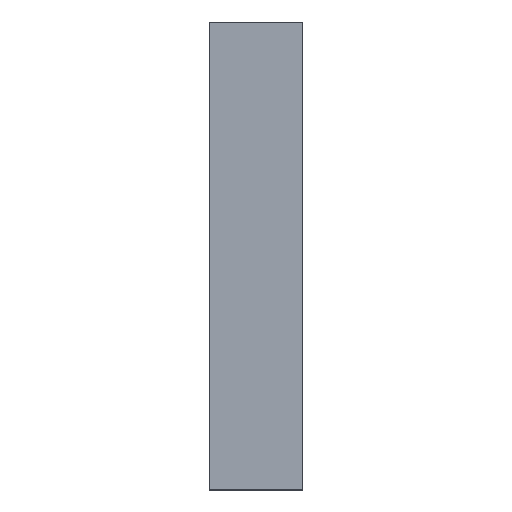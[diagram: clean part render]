
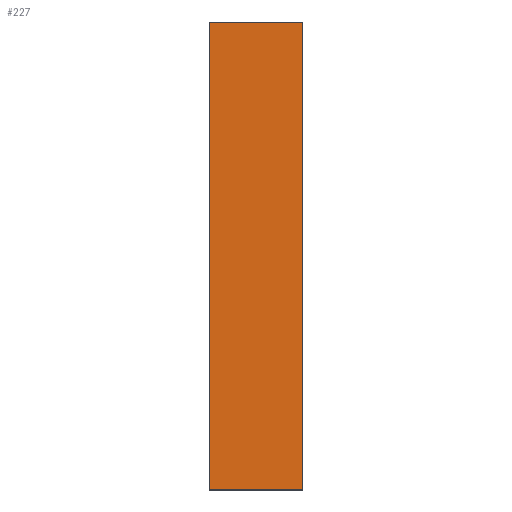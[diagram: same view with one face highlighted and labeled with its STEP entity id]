
A CAD part, top view. The second image highlights one B-rep face of the part: STEP entity #227.
In plain terms, the highlighted planar face has unit normal (0, 0, 1).
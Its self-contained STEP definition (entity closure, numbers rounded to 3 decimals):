
#4 = VERTEX_POINT ( 'NONE', #125 ) ;
#5 = LINE ( 'NONE', #54, #161 ) ;
#11 = CARTESIAN_POINT ( 'NONE',  ( 25.4, 127., 0.1 ) ) ;
#17 = VERTEX_POINT ( 'NONE', #73 ) ;
#26 = EDGE_CURVE ( 'NONE', #220, #4, #39, .T. ) ;
#28 = VECTOR ( 'NONE', #90, 1000. ) ;
#35 = ORIENTED_EDGE ( 'NONE', *, *, #93, .T. ) ;
#39 = LINE ( 'NONE', #144, #28 ) ;
#42 = ORIENTED_EDGE ( 'NONE', *, *, #26, .T. ) ;
#44 = DIRECTION ( 'NONE',  ( 1., 0., 0. ) ) ;
#47 = LINE ( 'NONE', #11, #193 ) ;
#54 = CARTESIAN_POINT ( 'NONE',  ( -25.4, 127., 0.1 ) ) ;
#58 = ORIENTED_EDGE ( 'NONE', *, *, #80, .T. ) ;
#59 = VECTOR ( 'NONE', #183, 1000. ) ;
#61 = CARTESIAN_POINT ( 'NONE',  ( -25.4, -127., 0.1 ) ) ;
#73 = CARTESIAN_POINT ( 'NONE',  ( 25.4, 127., 0.1 ) ) ;
#77 = DIRECTION ( 'NONE',  ( 0., -1., 0. ) ) ;
#80 = EDGE_CURVE ( 'NONE', #17, #180, #107, .T. ) ;
#90 = DIRECTION ( 'NONE',  ( 1., 0., 0. ) ) ;
#93 = EDGE_CURVE ( 'NONE', #180, #220, #5, .T. ) ;
#107 = LINE ( 'NONE', #112, #59 ) ;
#109 = ORIENTED_EDGE ( 'NONE', *, *, #113, .T. ) ;
#112 = CARTESIAN_POINT ( 'NONE',  ( -25.4, 127., 0.1 ) ) ;
#113 = EDGE_CURVE ( 'NONE', #4, #17, #47, .T. ) ;
#125 = CARTESIAN_POINT ( 'NONE',  ( 25.4, -127., 0.1 ) ) ;
#132 = PLANE ( 'NONE',  #212 ) ;
#144 = CARTESIAN_POINT ( 'NONE',  ( -25.4, -127., 0.1 ) ) ;
#152 = CARTESIAN_POINT ( 'NONE',  ( 0., 0., 0.1 ) ) ;
#161 = VECTOR ( 'NONE', #77, 1000. ) ;
#164 = EDGE_LOOP ( 'NONE', ( #109, #58, #35, #42 ) ) ;
#173 = FACE_OUTER_BOUND ( 'NONE', #164, .T. ) ;
#180 = VERTEX_POINT ( 'NONE', #189 ) ;
#183 = DIRECTION ( 'NONE',  ( -1., 0., 0. ) ) ;
#189 = CARTESIAN_POINT ( 'NONE',  ( -25.4, 127., 0.1 ) ) ;
#191 = DIRECTION ( 'NONE',  ( 0., 1., 0. ) ) ;
#193 = VECTOR ( 'NONE', #191, 1000. ) ;
#205 = DIRECTION ( 'NONE',  ( 0., 0., 1. ) ) ;
#212 = AXIS2_PLACEMENT_3D ( 'NONE', #152, #205, #44 ) ;
#220 = VERTEX_POINT ( 'NONE', #61 ) ;
#227 = ADVANCED_FACE ( 'NONE', ( #173 ), #132, .T. ) ;
